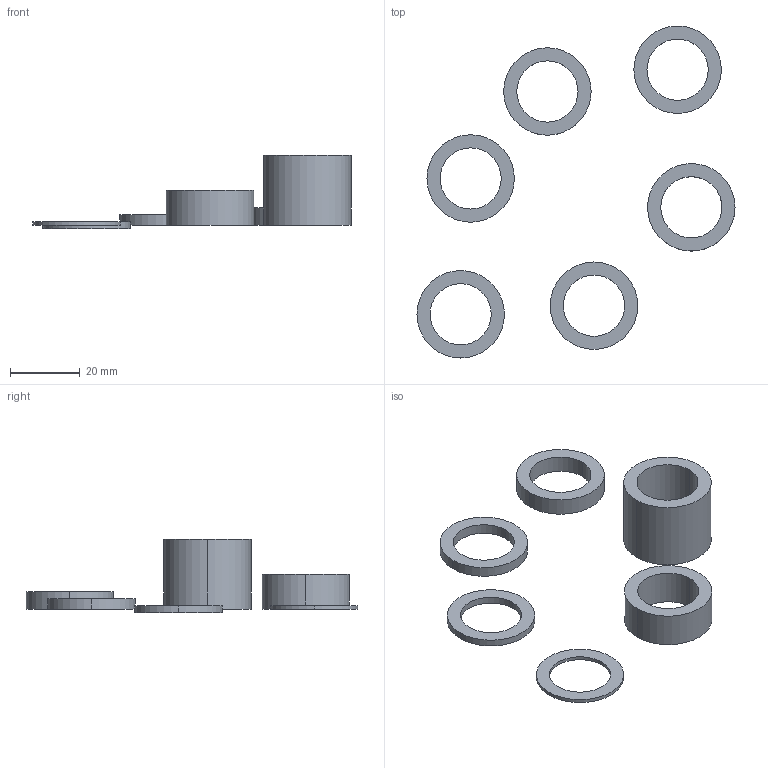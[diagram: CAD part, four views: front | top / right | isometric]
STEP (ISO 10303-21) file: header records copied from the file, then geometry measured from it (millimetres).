
FILE_DESCRIPTION(('STEP AP214'),'1');
FILE_NAME('160821.2.STP','2011-10-25T09:25:50',(' '),(' '),'Spatial InterOp 3D',' ',' ');
FILE_SCHEMA(('automotive_design'));
Length unit declared in the file: millimetre
Products named in the file (6): Zylinder
Bounding box: 90.95 x 94.92 x 21 mm (x, y, z)
Volume: 10264.2 mm3; surface area: 8478.4 mm2
Topology: 6 solids, 6 shells, 36 faces, 72 edges, 48 vertices
Faces by surface type: cylinder 24, plane 12
Entity records: 1415 total; most frequent: DIRECTION 204, CARTESIAN_POINT 162, ORIENTED_EDGE 144, AXIS2_PLACEMENT_3D 90, EDGE_CURVE 72, EDGE_LOOP 48, VERTEX_POINT 48, CIRCLE 48
